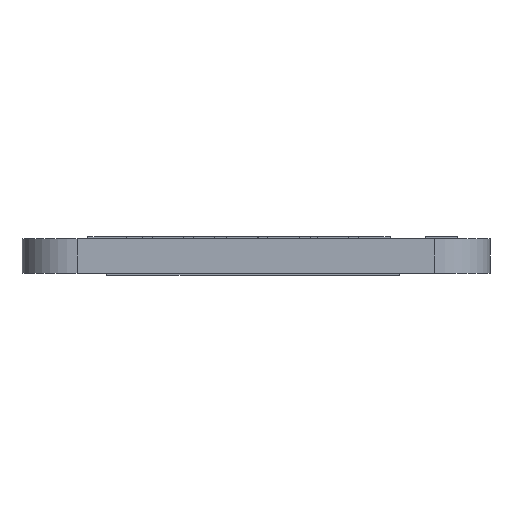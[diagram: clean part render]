
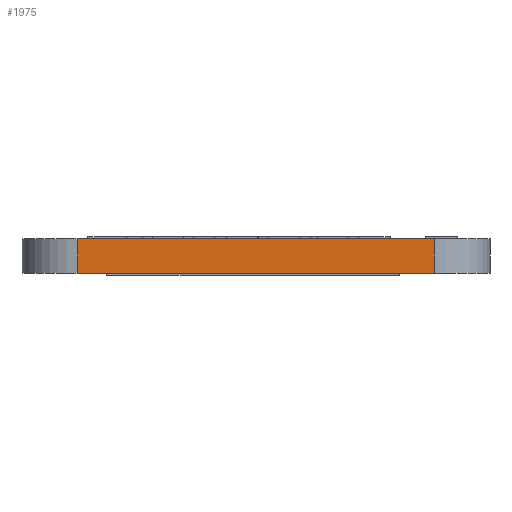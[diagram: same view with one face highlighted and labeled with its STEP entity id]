
A CAD part, left-side view. The second image highlights one B-rep face of the part: STEP entity #1975.
In plain terms, the highlighted planar face has unit normal (-1, 0, 0).
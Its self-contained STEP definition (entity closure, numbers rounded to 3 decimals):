
#20 = EDGE_CURVE ( 'NONE', #3962, #1442, #4465, .T. ) ;
#164 = VERTEX_POINT ( 'NONE', #4682 ) ;
#237 = EDGE_LOOP ( 'NONE', ( #1678, #3670, #1046, #2325 ) ) ;
#334 = CARTESIAN_POINT ( 'NONE',  ( 0., 18.923, 0. ) ) ;
#366 = DIRECTION ( 'NONE',  ( 0., 0., 1. ) ) ;
#412 = VECTOR ( 'NONE', #2119, 1000. ) ;
#493 = DIRECTION ( 'NONE',  ( 0., -1., 0. ) ) ;
#884 = EDGE_CURVE ( 'NONE', #5515, #164, #5431, .T. ) ;
#1046 = ORIENTED_EDGE ( 'NONE', *, *, #2133, .F. ) ;
#1064 = CARTESIAN_POINT ( 'NONE',  ( 0., 18.923, 0. ) ) ;
#1442 = VERTEX_POINT ( 'NONE', #1463 ) ;
#1463 = CARTESIAN_POINT ( 'NONE',  ( 0., 18.923, 1.57 ) ) ;
#1509 = EDGE_CURVE ( 'NONE', #3962, #5515, #5842, .T. ) ;
#1678 = ORIENTED_EDGE ( 'NONE', *, *, #1509, .T. ) ;
#1761 = VECTOR ( 'NONE', #493, 1000. ) ;
#1975 = ADVANCED_FACE ( 'NONE', ( #3715 ), #4710, .T. ) ;
#1994 = VECTOR ( 'NONE', #5446, 1000. ) ;
#2119 = DIRECTION ( 'NONE',  ( 0., 0., 1. ) ) ;
#2133 = EDGE_CURVE ( 'NONE', #1442, #164, #2939, .T. ) ;
#2238 = DIRECTION ( 'NONE',  ( -1., 0., 0. ) ) ;
#2325 = ORIENTED_EDGE ( 'NONE', *, *, #20, .F. ) ;
#2939 = LINE ( 'NONE', #4839, #1994 ) ;
#3670 = ORIENTED_EDGE ( 'NONE', *, *, #884, .T. ) ;
#3715 = FACE_OUTER_BOUND ( 'NONE', #237, .T. ) ;
#3962 = VERTEX_POINT ( 'NONE', #5944 ) ;
#3976 = CARTESIAN_POINT ( 'NONE',  ( 0., 18.923, 0. ) ) ;
#4465 = LINE ( 'NONE', #3976, #412 ) ;
#4473 = DIRECTION ( 'NONE',  ( 0., 0., 1. ) ) ;
#4682 = CARTESIAN_POINT ( 'NONE',  ( 0., 2.413, 1.57 ) ) ;
#4710 = PLANE ( 'NONE',  #5786 ) ;
#4839 = CARTESIAN_POINT ( 'NONE',  ( 0., 18.923, 1.57 ) ) ;
#5431 = LINE ( 'NONE', #5502, #5565 ) ;
#5446 = DIRECTION ( 'NONE',  ( 0., -1., 0. ) ) ;
#5502 = CARTESIAN_POINT ( 'NONE',  ( 0., 2.413, 0. ) ) ;
#5515 = VERTEX_POINT ( 'NONE', #5548 ) ;
#5548 = CARTESIAN_POINT ( 'NONE',  ( 0., 2.413, 0. ) ) ;
#5565 = VECTOR ( 'NONE', #4473, 1000. ) ;
#5786 = AXIS2_PLACEMENT_3D ( 'NONE', #334, #2238, #366 ) ;
#5842 = LINE ( 'NONE', #1064, #1761 ) ;
#5944 = CARTESIAN_POINT ( 'NONE',  ( 0., 18.923, 0. ) ) ;
